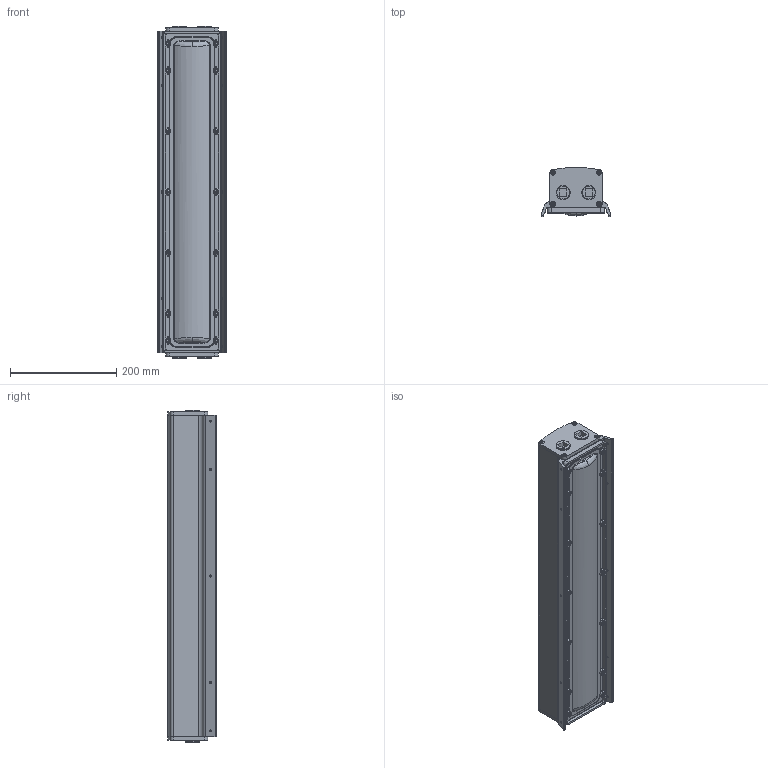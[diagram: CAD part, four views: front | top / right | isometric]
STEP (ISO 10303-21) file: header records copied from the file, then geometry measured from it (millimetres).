
FILE_DESCRIPTION((''),'2;1');
FILE_NAME('LVM3C4D2P_STEP_ASM','2015-07-15T',('leibw'),(''),'PRO/ENGINEER BY PARAMETRIC TECHNOLOGY CORPORATION, 2014000','PRO/ENGINEER BY PARAMETRIC TECHNOLOGY CORPORATION, 2014000','');
FILE_SCHEMA(('CONFIG_CONTROL_DESIGN'));
Length unit declared in the file: inch
Products named in the file (23): 3950HZL002701; 2150HZL000100; 6000HZL002400; 6200860000103; 5600HZL000300; CLS-M3-2; 5600HZL000300_ASM; 6000865001300; 7000HZL000300; 6000HZL002700; 5000HZL001400; 7000HZL000700; 4600HZL005701_4ASM; 8800HZL040601_4ASM_ASM; 6000HZL000600; LOCKWASHER_EXT_TOOTH_10; 8800HZL040100_ASM; 4750HZL000600; SCREW_PH-TORX_8-32X1-2_SS; 9100117144699; 9100117070899; 9100117248299_4DRW_ASM; LVM3C4D2P_STEP_ASM
Assembly tree (43 placements, depth 4):
  LVM3C4D2P_STEP_ASM
    3950HZL002701
    8800HZL040100_ASM  x2
      2150HZL000100
      6000HZL002400
      6200860000103
      5600HZL000300_ASM
        5600HZL000300
        CLS-M3-2  x2
      6000865001300
      7000HZL000300
      6000HZL002700
      5000HZL001400
      8800HZL040601_4ASM_ASM
        7000HZL000700
        4600HZL005701_4ASM
      6000HZL000600
      LOCKWASHER_EXT_TOOTH_10
    4750HZL000600
    SCREW_PH-TORX_8-32X1-2_SS  x14
    9100117248299_4DRW_ASM
      9100117144699
      9100117070899
Bounding box: 131.41 x 91.12 x 624.23 mm (x, y, z)
Volume: 1571743.6 mm3; surface area: 736714.6 mm2
Topology: 62 solids, 62 shells, 3390 faces, 8326 edges, 5263 vertices
Faces by surface type: plane 1480, cylinder 1215, cone 360, torus 164, bspline 100, sphere 71
Entity records: 52006 total; most frequent: CARTESIAN_POINT 13271, DIRECTION 8309, ORIENTED_EDGE 7742, EDGE_CURVE 3871, AXIS2_PLACEMENT_3D 3086, VERTEX_POINT 2425, VECTOR 2137, LINE 2137
